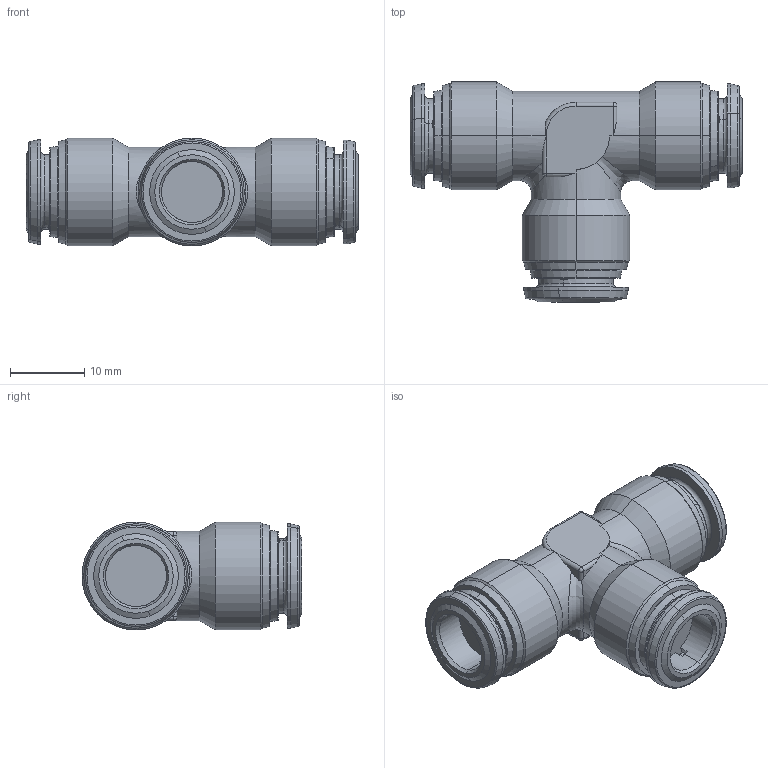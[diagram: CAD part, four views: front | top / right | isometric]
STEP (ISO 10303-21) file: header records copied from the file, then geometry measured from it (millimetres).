
FILE_DESCRIPTION (( 'STEP AP214' ), '1' );
FILE_NAME ('PUT08_ICK.STEP', '2018-09-03T13:54:28', ( '' ), ( '' ), 'SwSTEP 2.0', 'SolidWorks 2018', '' );
FILE_SCHEMA (( 'AUTOMOTIVE_DESIGN' ));
Length unit declared in the file: millimetre
Products named in the file (1): PUT08_ICK
Bounding box: 44.6 x 29.55 x 14.5 mm (x, y, z)
Volume: 7623.1 mm3; surface area: 3802.4 mm2
Topology: 1 solids, 1 shells, 181 faces, 422 edges, 248 vertices
Faces by surface type: cone 54, plane 50, cylinder 45, torus 26, sphere 4, bspline 2
Entity records: 5828 total; most frequent: CARTESIAN_POINT 1592, DIRECTION 960, ORIENTED_EDGE 836, EDGE_CURVE 418, AXIS2_PLACEMENT_3D 398, VERTEX_POINT 248, CIRCLE 218, EDGE_LOOP 202
